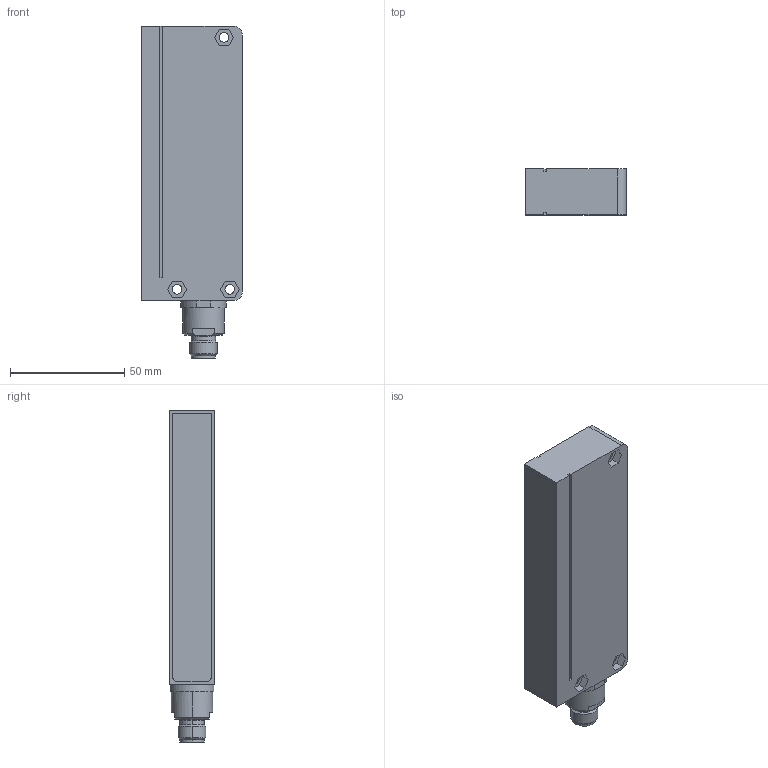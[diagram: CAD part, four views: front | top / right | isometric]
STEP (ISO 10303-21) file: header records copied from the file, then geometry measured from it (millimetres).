
FILE_DESCRIPTION (( 'STEP AP214' ), '1' );
FILE_NAME ('BX80B-1N-0H.step', '2018-04-12T19:30:22', ( '' ), ( '' ), 'SwSTEP 2.0', 'SolidWorks 2017', '' );
FILE_SCHEMA (( 'AUTOMOTIVE_DESIGN' ));
Length unit declared in the file: inch
Products named in the file (1): BX80B-1N-0H
Bounding box: 44 x 20 x 145 mm (x, y, z)
Volume: 107524.2 mm3; surface area: 27500.7 mm2
Topology: 4 solids, 4 shells, 164 faces, 413 edges, 267 vertices
Faces by surface type: plane 97, cylinder 37, cone 18, bspline 12
Entity records: 5408 total; most frequent: CARTESIAN_POINT 1379, DIRECTION 817, ORIENTED_EDGE 810, EDGE_CURVE 405, AXIS2_PLACEMENT_3D 273, VECTOR 271, LINE 271, VERTEX_POINT 267
